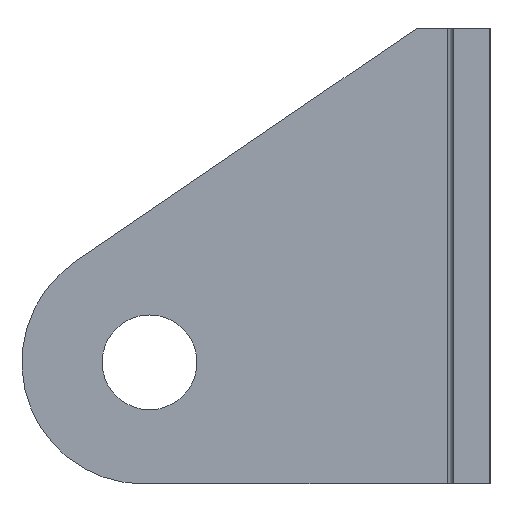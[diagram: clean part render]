
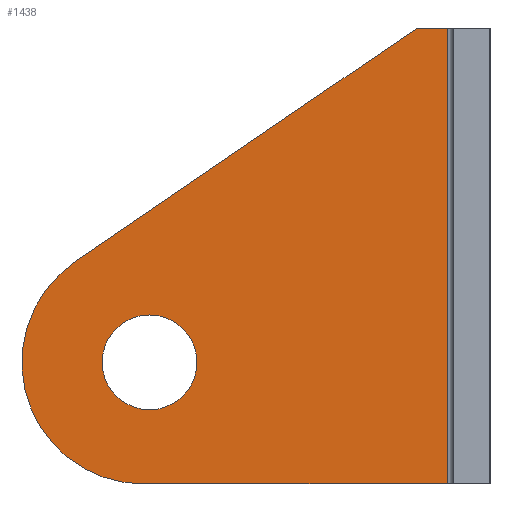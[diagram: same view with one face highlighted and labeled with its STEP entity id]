
A CAD part, left-side view. The second image highlights one B-rep face of the part: STEP entity #1438.
In plain terms, the highlighted planar face has unit normal (-1, 0, 0).
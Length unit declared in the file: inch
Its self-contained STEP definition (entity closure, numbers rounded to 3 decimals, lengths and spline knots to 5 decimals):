
#11 = VERTEX_POINT ( 'NONE', #214 ) ;
#13 = EDGE_CURVE ( 'NONE', #11, #1397, #278, .T. ) ;
#214 = CARTESIAN_POINT ( 'NONE',  ( -0.215, 0.68289, -0.00991 ) ) ;
#275 = DIRECTION ( 'NONE',  ( 0., -0.825, 0.564 ) ) ;
#276 = VECTOR ( 'NONE', #275, 39.37008 ) ;
#277 = CARTESIAN_POINT ( 'NONE',  ( -0.215, 0.68289, -0.00991 ) ) ;
#278 = LINE ( 'NONE', #277, #276 ) ;
#586 = DIRECTION ( 'NONE',  ( 0., 0., 1. ) ) ;
#587 = VECTOR ( 'NONE', #586, 39.37008 ) ;
#588 = CARTESIAN_POINT ( 'NONE',  ( -0.215, 0.07, -0.175 ) ) ;
#589 = LINE ( 'NONE', #588, #587 ) ;
#590 = DIRECTION ( 'NONE',  ( 0., 0., -1. ) ) ;
#591 = DIRECTION ( 'NONE',  ( 1., 0., 0. ) ) ;
#592 = CARTESIAN_POINT ( 'NONE',  ( -0.215, 0.56, -0.175 ) ) ;
#593 = AXIS2_PLACEMENT_3D ( 'NONE', #592, #591, #590 ) ;
#594 = CIRCLE ( 'NONE', #593, 0.078 ) ;
#678 = CARTESIAN_POINT ( 'NONE',  ( -0.215, 0.56, -0.097 ) ) ;
#710 = CARTESIAN_POINT ( 'NONE',  ( -0.215, 0.57, -0.375 ) ) ;
#711 = CARTESIAN_POINT ( 'NONE',  ( -0.215, 0.56, -0.253 ) ) ;
#712 = DIRECTION ( 'NONE',  ( 0., 0., -1. ) ) ;
#713 = DIRECTION ( 'NONE',  ( 1., 0., 0. ) ) ;
#714 = CARTESIAN_POINT ( 'NONE',  ( -0.215, 0.56, -0.175 ) ) ;
#715 = AXIS2_PLACEMENT_3D ( 'NONE', #714, #713, #712 ) ;
#716 = CIRCLE ( 'NONE', #715, 0.078 ) ;
#825 = CARTESIAN_POINT ( 'NONE',  ( -0.215, 0.07, -0.375 ) ) ;
#883 = DIRECTION ( 'NONE',  ( 0., 1., 0. ) ) ;
#884 = VECTOR ( 'NONE', #883, 39.37008 ) ;
#885 = CARTESIAN_POINT ( 'NONE',  ( -0.215, 0., -0.375 ) ) ;
#886 = LINE ( 'NONE', #885, #884 ) ;
#921 = CARTESIAN_POINT ( 'NONE',  ( -0.215, 0.07, 0.375 ) ) ;
#922 = DIRECTION ( 'NONE',  ( 0., -1., 0. ) ) ;
#923 = VECTOR ( 'NONE', #922, 39.37008 ) ;
#924 = CARTESIAN_POINT ( 'NONE',  ( -0.215, 0.12, 0.375 ) ) ;
#925 = LINE ( 'NONE', #924, #923 ) ;
#926 = CARTESIAN_POINT ( 'NONE',  ( -0.215, 0.12, 0.375 ) ) ;
#996 = DIRECTION ( 'NONE',  ( 0., 0., -1. ) ) ;
#997 = DIRECTION ( 'NONE',  ( 1., 0., 0. ) ) ;
#998 = CARTESIAN_POINT ( 'NONE',  ( -0.215, 0.57, -0.175 ) ) ;
#999 = AXIS2_PLACEMENT_3D ( 'NONE', #998, #997, #996 ) ;
#1000 = PLANE ( 'NONE',  #999 ) ;
#1001 = FACE_BOUND ( 'NONE', #1177, .T. ) ;
#1002 = FACE_OUTER_BOUND ( 'NONE', #1439, .T. ) ;
#1003 = DIRECTION ( 'NONE',  ( 0., 0., -1. ) ) ;
#1004 = DIRECTION ( 'NONE',  ( 1., 0., 0. ) ) ;
#1005 = AXIS2_PLACEMENT_3D ( 'NONE', #1010, #1004, #1003 ) ;
#1006 = CIRCLE ( 'NONE', #1005, 0.2 ) ;
#1010 = CARTESIAN_POINT ( 'NONE',  ( -0.215, 0.57, -0.175 ) ) ;
#1177 = EDGE_LOOP ( 'NONE', ( #1178, #1425 ) ) ;
#1178 = ORIENTED_EDGE ( 'NONE', *, *, #1184, .T. ) ;
#1179 = ORIENTED_EDGE ( 'NONE', *, *, #1436, .F. ) ;
#1180 = ORIENTED_EDGE ( 'NONE', *, *, #13, .F. ) ;
#1181 = ORIENTED_EDGE ( 'NONE', *, *, #1399, .F. ) ;
#1184 = EDGE_CURVE ( 'NONE', #1256, #1242, #594, .T. ) ;
#1185 = ORIENTED_EDGE ( 'NONE', *, *, #1187, .T. ) ;
#1187 = EDGE_CURVE ( 'NONE', #1337, #1400, #589, .T. ) ;
#1242 = VERTEX_POINT ( 'NONE', #678 ) ;
#1255 = EDGE_CURVE ( 'NONE', #1242, #1256, #716, .T. ) ;
#1256 = VERTEX_POINT ( 'NONE', #711 ) ;
#1257 = VERTEX_POINT ( 'NONE', #710 ) ;
#1337 = VERTEX_POINT ( 'NONE', #825 ) ;
#1339 = EDGE_CURVE ( 'NONE', #1337, #1257, #886, .T. ) ;
#1397 = VERTEX_POINT ( 'NONE', #926 ) ;
#1399 = EDGE_CURVE ( 'NONE', #1397, #1400, #925, .T. ) ;
#1400 = VERTEX_POINT ( 'NONE', #921 ) ;
#1425 = ORIENTED_EDGE ( 'NONE', *, *, #1255, .T. ) ;
#1436 = EDGE_CURVE ( 'NONE', #1257, #11, #1006, .T. ) ;
#1438 = ADVANCED_FACE ( 'NONE', ( #1002, #1001 ), #1000, .F. ) ;
#1439 = EDGE_LOOP ( 'NONE', ( #1440, #1185, #1181, #1180, #1179 ) ) ;
#1440 = ORIENTED_EDGE ( 'NONE', *, *, #1339, .F. ) ;
